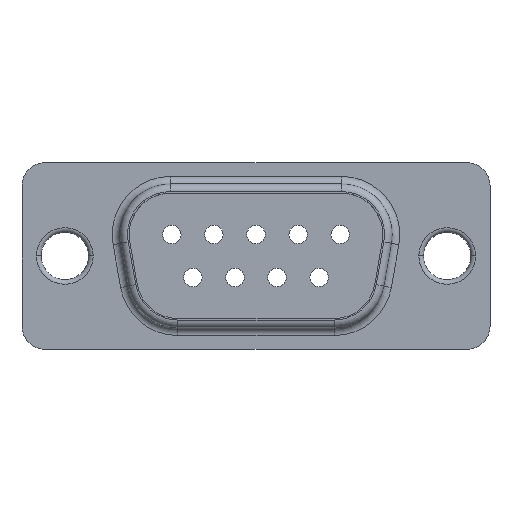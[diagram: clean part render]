
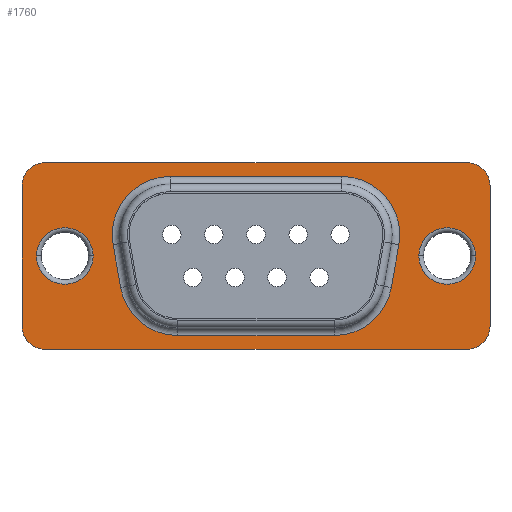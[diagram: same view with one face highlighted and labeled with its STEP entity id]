
A CAD part, top view. The second image highlights one B-rep face of the part: STEP entity #1760.
In plain terms, the highlighted face is planar.
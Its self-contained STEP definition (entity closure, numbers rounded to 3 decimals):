
#10=CARTESIAN_POINT('',(102.897,37.155,-12.6));
#20=DIRECTION('',(0.,0.,-1.));
#30=DIRECTION('',(0.,1.,0.));
#40=AXIS2_PLACEMENT_3D('',#10,#20,#30);
#50=PLANE('',#40);
#60=CARTESIAN_POINT('',(90.847,77.955,
-12.6));
#70=DIRECTION('',(0.,1.,0.));
#80=VECTOR('',#70,1.);
#90=LINE('',#60,#80);
#100=CARTESIAN_POINT('',(90.847,61.355,
-12.6));
#110=VERTEX_POINT('',#100);
#120=CARTESIAN_POINT('',(90.847,72.555,
-12.6));
#130=VERTEX_POINT('',#120);
#140=EDGE_CURVE('',#110,#130,#90,.T.);
#150=ORIENTED_EDGE('',*,*,#140,.F.);
#160=CARTESIAN_POINT('',(94.647,72.555,
-12.6));
#170=DIRECTION('',(0.,0.,1.));
#180=DIRECTION('',(0.,-1.,0.));
#190=AXIS2_PLACEMENT_3D('',#160,#170,#180);
#200=CIRCLE('',#190,3.8);
#210=CARTESIAN_POINT('',(95.307,76.297,
-12.6));
#220=VERTEX_POINT('',#210);
#230=EDGE_CURVE('',#220,#130,#200,.T.);
#240=ORIENTED_EDGE('',*,*,#230,.T.);
#250=CARTESIAN_POINT('',(102.897,74.958,-12.6))
;
#260=DIRECTION('',(0.985,-0.174,
0.));
#270=VECTOR('',#260,1.);
#280=LINE('',#250,#270);
#290=CARTESIAN_POINT('',(98.107,75.803,
-12.6));
#300=VERTEX_POINT('',#290);
#310=EDGE_CURVE('',#220,#300,#280,.T.);
#320=ORIENTED_EDGE('',*,*,#310,.F.);
#330=CARTESIAN_POINT('',(97.447,72.061,
-12.6));
#340=DIRECTION('',(0.,0.,1.));
#350=DIRECTION('',(0.,-1.,0.));
#360=AXIS2_PLACEMENT_3D('',#330,#340,#350);
#370=CIRCLE('',#360,3.8);
#380=CARTESIAN_POINT('',(101.247,72.061,-12.6))
;
#390=VERTEX_POINT('',#380);
#400=EDGE_CURVE('',#390,#300,#370,.T.);
#410=ORIENTED_EDGE('',*,*,#400,.T.);
#420=CARTESIAN_POINT('',(101.247,77.955,-12.6))
;
#430=DIRECTION('',(0.,-1.,0.));
#440=VECTOR('',#430,1.);
#450=LINE('',#420,#440);
#460=CARTESIAN_POINT('',(101.247,61.848,-12.6))
;
#470=VERTEX_POINT('',#460);
#480=EDGE_CURVE('',#390,#470,#450,.T.);
#490=ORIENTED_EDGE('',*,*,#480,.F.);
#500=CARTESIAN_POINT('',(97.447,61.848,
-12.6));
#510=DIRECTION('',(0.,0.,1.));
#520=DIRECTION('',(0.,-1.,0.));
#530=AXIS2_PLACEMENT_3D('',#500,#510,#520);
#540=CIRCLE('',#530,3.8);
#550=CARTESIAN_POINT('',(98.107,58.106,
-12.6));
#560=VERTEX_POINT('',#550);
#570=EDGE_CURVE('',#560,#470,#540,.T.);
#580=ORIENTED_EDGE('',*,*,#570,.T.);
#590=CARTESIAN_POINT('',(102.897,58.951,-12.6))
;
#600=DIRECTION('',(-0.985,-0.174,
0.));
#610=VECTOR('',#600,1.);
#620=LINE('',#590,#610);
#630=CARTESIAN_POINT('',(95.307,57.612,
-12.6));
#640=VERTEX_POINT('',#630);
#650=EDGE_CURVE('',#560,#640,#620,.T.);
#660=ORIENTED_EDGE('',*,*,#650,.F.);
#670=CARTESIAN_POINT('',(94.647,61.355,
-12.6));
#680=DIRECTION('',(0.,0.,1.));
#690=DIRECTION('',(0.,-1.,0.));
#700=AXIS2_PLACEMENT_3D('',#670,#680,#690);
#710=CIRCLE('',#700,3.8);
#720=EDGE_CURVE('',#110,#640,#710,.T.);
#730=ORIENTED_EDGE('',*,*,#720,.T.);
#740=EDGE_LOOP('',(#730,#660,#580,#490,#410,#320,#240,#150));
#750=FACE_BOUND('',#740,.T.);
#760=CARTESIAN_POINT('',(96.047,54.455,
-12.6));
#770=DIRECTION('',(0.,0.,-1.));
#780=DIRECTION('',(0.,1.,0.));
#790=AXIS2_PLACEMENT_3D('',#760,#770,#780);
#800=CIRCLE('',#790,1.85);
#810=CARTESIAN_POINT('',(96.047,56.305,
-12.6));
#820=VERTEX_POINT('',#810);
#830=CARTESIAN_POINT('',(96.047,52.605,
-12.6));
#840=VERTEX_POINT('',#830);
#850=EDGE_CURVE('',#820,#840,#800,.T.);
#860=ORIENTED_EDGE('',*,*,#850,.F.);
#870=EDGE_CURVE('',#840,#820,#800,.T.);
#880=ORIENTED_EDGE('',*,*,#870,.F.);
#890=EDGE_LOOP('',(#880,#860));
#900=FACE_BOUND('',#890,.T.);
#910=CARTESIAN_POINT('',(96.047,79.455,
-12.6));
#920=DIRECTION('',(0.,0.,-1.));
#930=DIRECTION('',(0.,1.,0.));
#940=AXIS2_PLACEMENT_3D('',#910,#920,#930);
#950=CIRCLE('',#940,1.85);
#960=CARTESIAN_POINT('',(96.047,81.305,
-12.6));
#970=VERTEX_POINT('',#960);
#980=CARTESIAN_POINT('',(96.047,77.605,
-12.6));
#990=VERTEX_POINT('',#980);
#1000=EDGE_CURVE('',#970,#990,#950,.T.);
#1010=ORIENTED_EDGE('',*,*,#1000,.F.);
#1020=EDGE_CURVE('',#990,#970,#950,.T.);
#1030=ORIENTED_EDGE('',*,*,#1020,.F.);
#1040=EDGE_LOOP('',(#1030,#1010));
#1050=FACE_BOUND('',#1040,.T.);
#1060=CARTESIAN_POINT('',(100.647,80.755,-12.6));
#1070=DIRECTION('',(0.,0.,1.));
#1080=DIRECTION('',(0.,-1.,0.));
#1090=AXIS2_PLACEMENT_3D('',#1060,#1070,#1080);
#1100=CIRCLE('',#1090,1.5);
#1110=CARTESIAN_POINT('',(102.147,80.755,-12.6));
#1120=VERTEX_POINT('',#1110);
#1130=CARTESIAN_POINT('',(100.647,82.255,-12.6));
#1140=VERTEX_POINT('',#1130);
#1150=EDGE_CURVE('',#1120,#1140,#1100,.T.);
#1160=ORIENTED_EDGE('',*,*,#1150,.F.);
#1170=CARTESIAN_POINT('',(102.897,82.255,-12.6));
#1180=DIRECTION('',(-1.,0.,0.));
#1190=VECTOR('',#1180,1.);
#1200=LINE('',#1170,#1190);
#1210=CARTESIAN_POINT('',(91.447,82.255,-12.6))
;
#1220=VERTEX_POINT('',#1210);
#1230=EDGE_CURVE('',#1140,#1220,#1200,.T.);
#1240=ORIENTED_EDGE('',*,*,#1230,.F.);
#1250=CARTESIAN_POINT('',(91.447,80.755,-12.6))
;
#1260=DIRECTION('',(0.,0.,1.));
#1270=DIRECTION('',(0.,-1.,0.));
#1280=AXIS2_PLACEMENT_3D('',#1250,#1260,#1270);
#1290=CIRCLE('',#1280,1.5);
#1300=CARTESIAN_POINT('',(89.947,80.755,-12.6))
;
#1310=VERTEX_POINT('',#1300);
#1320=EDGE_CURVE('',#1220,#1310,#1290,.T.);
#1330=ORIENTED_EDGE('',*,*,#1320,.F.);
#1340=CARTESIAN_POINT('',(89.947,77.955,
-12.6));
#1350=DIRECTION('',(0.,-1.,0.));
#1360=VECTOR('',#1350,1.);
#1370=LINE('',#1340,#1360);
#1380=CARTESIAN_POINT('',(89.947,53.155,-12.6))
;
#1390=VERTEX_POINT('',#1380);
#1400=EDGE_CURVE('',#1310,#1390,#1370,.T.);
#1410=ORIENTED_EDGE('',*,*,#1400,.F.);
#1420=CARTESIAN_POINT('',(91.447,53.155,-12.6))
;
#1430=DIRECTION('',(0.,0.,1.));
#1440=DIRECTION('',(0.,-1.,0.));
#1450=AXIS2_PLACEMENT_3D('',#1420,#1430,#1440);
#1460=CIRCLE('',#1450,1.5);
#1470=CARTESIAN_POINT('',(91.447,51.655,-12.6))
;
#1480=VERTEX_POINT('',#1470);
#1490=EDGE_CURVE('',#1390,#1480,#1460,.T.);
#1500=ORIENTED_EDGE('',*,*,#1490,.F.);
#1510=CARTESIAN_POINT('',(102.897,51.655,-12.6));
#1520=DIRECTION('',(1.,0.,0.));
#1530=VECTOR('',#1520,1.);
#1540=LINE('',#1510,#1530);
#1550=CARTESIAN_POINT('',(100.647,51.655,-12.6));
#1560=VERTEX_POINT('',#1550);
#1570=EDGE_CURVE('',#1480,#1560,#1540,.T.);
#1580=ORIENTED_EDGE('',*,*,#1570,.F.);
#1590=CARTESIAN_POINT('',(100.647,53.155,-12.6));
#1600=DIRECTION('',(0.,0.,-1.));
#1610=DIRECTION('',(0.,1.,0.));
#1620=AXIS2_PLACEMENT_3D('',#1590,#1600,#1610);
#1630=CIRCLE('',#1620,1.5);
#1640=CARTESIAN_POINT('',(102.147,53.155,-12.6));
#1650=VERTEX_POINT('',#1640);
#1660=EDGE_CURVE('',#1650,#1560,#1630,.T.);
#1670=ORIENTED_EDGE('',*,*,#1660,.T.);
#1680=CARTESIAN_POINT('',(102.147,77.955,-12.6)
);
#1690=DIRECTION('',(0.,1.,0.));
#1700=VECTOR('',#1690,1.);
#1710=LINE('',#1680,#1700);
#1720=EDGE_CURVE('',#1650,#1120,#1710,.T.);
#1730=ORIENTED_EDGE('',*,*,#1720,.F.);
#1740=EDGE_LOOP('',(#1730,#1670,#1580,#1500,#1410,#1330,#1240,#1160));
#1750=FACE_OUTER_BOUND('',#1740,.T.);
#1760=ADVANCED_FACE('',(#750,#900,#1050,#1750),#50,.T.);
